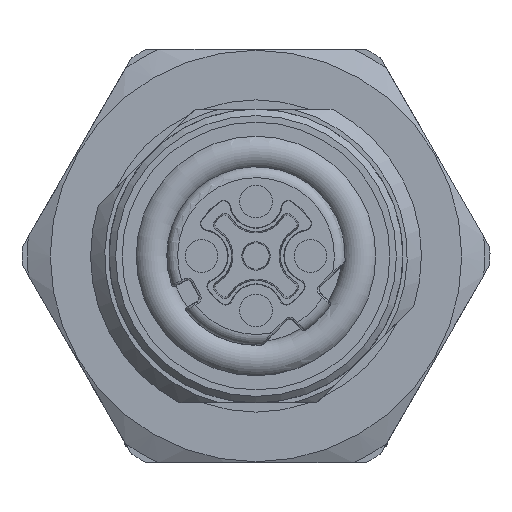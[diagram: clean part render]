
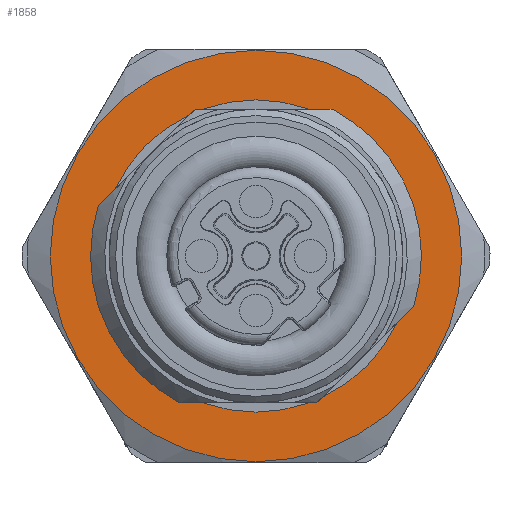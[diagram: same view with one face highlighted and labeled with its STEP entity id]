
A CAD part, front view. The second image highlights one B-rep face of the part: STEP entity #1858.
In plain terms, the highlighted planar face has unit normal (0, -1, 0).
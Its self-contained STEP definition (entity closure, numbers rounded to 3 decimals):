
#378=PLANE('',#17164);
#1858=ADVANCED_FACE('',(#3028,#3029),#378,.T.);
#3028=FACE_BOUND('',#3350,.T.);
#3029=FACE_BOUND('',#3351,.T.);
#3350=EDGE_LOOP('',(#8785));
#3351=EDGE_LOOP('',(#8786,#8787,#8788,#8789,#8790,#8791,#8792,#8793,#8794,
#8795,#8796,#8797,#8798,#8799));
#4180=LINE('',#25171,#5506);
#4187=LINE('',#25184,#5513);
#4193=LINE('',#25222,#5519);
#4200=LINE('',#25235,#5526);
#4228=LINE('',#25330,#5554);
#4229=LINE('',#25332,#5555);
#4234=LINE('',#25341,#5560);
#4235=LINE('',#25343,#5561);
#5506=VECTOR('',#19026,1.);
#5513=VECTOR('',#19033,1.);
#5519=VECTOR('',#19057,1.);
#5526=VECTOR('',#19064,1.);
#5554=VECTOR('',#19168,1.);
#5555=VECTOR('',#19169,1.);
#5560=VECTOR('',#19176,1.);
#5561=VECTOR('',#19177,1.);
#6897=CIRCLE('',#16880,7.6);
#6899=CIRCLE('',#16883,7.6);
#7051=CIRCLE('',#17159,9.45);
#7052=CIRCLE('',#17160,7.172);
#7053=CIRCLE('',#17161,7.172);
#7054=CIRCLE('',#17162,7.172);
#7055=CIRCLE('',#17163,7.172);
#8785=ORIENTED_EDGE('',*,*,#14624,.F.);
#8786=ORIENTED_EDGE('',*,*,#14313,.F.);
#8787=ORIENTED_EDGE('',*,*,#14290,.F.);
#8788=ORIENTED_EDGE('',*,*,#14385,.T.);
#8789=ORIENTED_EDGE('',*,*,#14625,.F.);
#8790=ORIENTED_EDGE('',*,*,#14386,.T.);
#8791=ORIENTED_EDGE('',*,*,#14341,.F.);
#8792=ORIENTED_EDGE('',*,*,#14626,.F.);
#8793=ORIENTED_EDGE('',*,*,#14334,.F.);
#8794=ORIENTED_EDGE('',*,*,#14294,.F.);
#8795=ORIENTED_EDGE('',*,*,#14391,.T.);
#8796=ORIENTED_EDGE('',*,*,#14627,.F.);
#8797=ORIENTED_EDGE('',*,*,#14392,.T.);
#8798=ORIENTED_EDGE('',*,*,#14320,.F.);
#8799=ORIENTED_EDGE('',*,*,#14628,.F.);
#12689=VERTEX_POINT('',#25108);
#12691=VERTEX_POINT('',#25111);
#12694=VERTEX_POINT('',#25118);
#12695=VERTEX_POINT('',#25120);
#12709=VERTEX_POINT('',#25172);
#12714=VERTEX_POINT('',#25183);
#12715=VERTEX_POINT('',#25185);
#12722=VERTEX_POINT('',#25223);
#12727=VERTEX_POINT('',#25234);
#12728=VERTEX_POINT('',#25236);
#12757=VERTEX_POINT('',#25331);
#12758=VERTEX_POINT('',#25333);
#12761=VERTEX_POINT('',#25342);
#12762=VERTEX_POINT('',#25344);
#12913=VERTEX_POINT('',#26092);
#14290=EDGE_CURVE('',#12689,#12691,#6897,.T.);
#14294=EDGE_CURVE('',#12694,#12695,#6899,.T.);
#14313=EDGE_CURVE('',#12691,#12709,#4180,.T.);
#14320=EDGE_CURVE('',#12714,#12715,#4187,.T.);
#14334=EDGE_CURVE('',#12695,#12722,#4193,.T.);
#14341=EDGE_CURVE('',#12727,#12728,#4200,.T.);
#14385=EDGE_CURVE('',#12689,#12757,#4228,.T.);
#14386=EDGE_CURVE('',#12758,#12728,#4229,.T.);
#14391=EDGE_CURVE('',#12694,#12761,#4234,.T.);
#14392=EDGE_CURVE('',#12762,#12715,#4235,.T.);
#14624=EDGE_CURVE('',#12913,#12913,#7051,.T.);
#14625=EDGE_CURVE('',#12758,#12757,#7052,.T.);
#14626=EDGE_CURVE('',#12722,#12727,#7053,.T.);
#14627=EDGE_CURVE('',#12762,#12761,#7054,.T.);
#14628=EDGE_CURVE('',#12709,#12714,#7055,.T.);
#16880=AXIS2_PLACEMENT_3D('',#25110,#18979,#18980);
#16883=AXIS2_PLACEMENT_3D('',#25119,#18987,#18988);
#17159=AXIS2_PLACEMENT_3D('',#26091,#19681,#19682);
#17160=AXIS2_PLACEMENT_3D('',#26093,#19683,#19684);
#17161=AXIS2_PLACEMENT_3D('',#26094,#19685,#19686);
#17162=AXIS2_PLACEMENT_3D('',#26095,#19687,#19688);
#17163=AXIS2_PLACEMENT_3D('',#26096,#19689,#19690);
#17164=AXIS2_PLACEMENT_3D('',#26097,#19691,#19692);
#18979=DIRECTION('',(0.,-1.,0.));
#18980=DIRECTION('',(0.,0.,-1.));
#18987=DIRECTION('',(0.,-1.,0.));
#18988=DIRECTION('',(0.,0.,-1.));
#19026=DIRECTION('',(-1.,0.,0.));
#19033=DIRECTION('',(-1.,0.,0.));
#19057=DIRECTION('',(1.,0.,0.));
#19064=DIRECTION('',(1.,0.,0.));
#19168=DIRECTION('',(-0.707,0.,-0.707));
#19169=DIRECTION('',(-0.707,0.,-0.707));
#19176=DIRECTION('',(0.707,0.,0.707));
#19177=DIRECTION('',(0.707,0.,0.707));
#19681=DIRECTION('',(0.,1.,0.));
#19682=DIRECTION('',(0.866,0.,0.5));
#19683=DIRECTION('',(0.,-1.,0.));
#19684=DIRECTION('',(-0.866,0.,-0.5));
#19685=DIRECTION('',(0.,-1.,0.));
#19686=DIRECTION('',(-0.866,0.,-0.5));
#19687=DIRECTION('',(0.,-1.,0.));
#19688=DIRECTION('',(-0.866,0.,-0.5));
#19689=DIRECTION('',(0.,-1.,0.));
#19690=DIRECTION('',(-0.866,0.,-0.5));
#19691=DIRECTION('',(0.,-1.,0.));
#19692=DIRECTION('',(-0.866,0.,-0.5));
#25108=CARTESIAN_POINT('',(57.243,40.7,-2.303));
#25110=CARTESIAN_POINT('',(50.,40.7,0.));
#25111=CARTESIAN_POINT('',(53.492,40.7,6.75));
#25118=CARTESIAN_POINT('',(42.757,40.7,2.303));
#25119=CARTESIAN_POINT('',(50.,40.7,0.));
#25120=CARTESIAN_POINT('',(46.508,40.7,-6.75));
#25171=CARTESIAN_POINT('',(40.5,40.7,6.75));
#25172=CARTESIAN_POINT('',(52.424,40.7,6.75));
#25183=CARTESIAN_POINT('',(47.576,40.7,6.75));
#25184=CARTESIAN_POINT('',(40.5,40.7,6.75));
#25185=CARTESIAN_POINT('',(47.204,40.7,6.75));
#25222=CARTESIAN_POINT('',(59.5,40.7,-6.75));
#25223=CARTESIAN_POINT('',(47.576,40.7,-6.75));
#25234=CARTESIAN_POINT('',(52.424,40.7,-6.75));
#25235=CARTESIAN_POINT('',(59.5,40.7,-6.75));
#25236=CARTESIAN_POINT('',(52.796,40.7,-6.75));
#25330=CARTESIAN_POINT('',(52.303,40.7,-7.243));
#25331=CARTESIAN_POINT('',(56.487,40.7,-3.059));
#25332=CARTESIAN_POINT('',(52.303,40.7,-7.243));
#25333=CARTESIAN_POINT('',(53.059,40.7,-6.487));
#25341=CARTESIAN_POINT('',(47.697,40.7,7.243));
#25342=CARTESIAN_POINT('',(43.513,40.7,3.059));
#25343=CARTESIAN_POINT('',(47.697,40.7,7.243));
#25344=CARTESIAN_POINT('',(46.941,40.7,6.487));
#26091=CARTESIAN_POINT('',(50.,40.7,0.));
#26092=CARTESIAN_POINT('',(58.184,40.7,4.725));
#26093=CARTESIAN_POINT('',(50.,40.7,0.));
#26094=CARTESIAN_POINT('',(50.,40.7,0.));
#26095=CARTESIAN_POINT('',(50.,40.7,0.));
#26096=CARTESIAN_POINT('',(50.,40.7,0.));
#26097=CARTESIAN_POINT('',(50.,40.7,0.));
